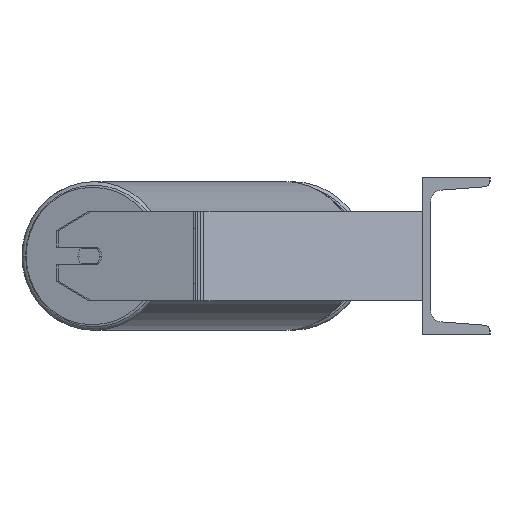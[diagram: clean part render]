
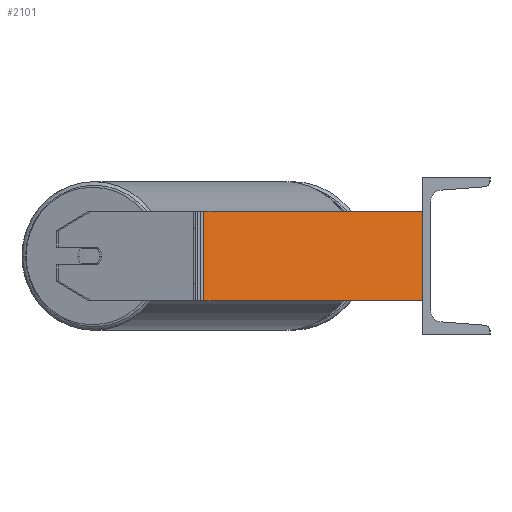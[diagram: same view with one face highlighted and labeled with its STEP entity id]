
A CAD part, left-side view. The second image highlights one B-rep face of the part: STEP entity #2101.
In plain terms, the highlighted planar face has unit normal (-0.94, -0.342, 0).
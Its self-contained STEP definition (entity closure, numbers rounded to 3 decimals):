
#40 = VECTOR ( 'NONE', #8022, 1000. ) ;
#421 = LINE ( 'NONE', #2415, #7785 ) ;
#635 = VECTOR ( 'NONE', #3951, 1000. ) ;
#693 = CARTESIAN_POINT ( 'NONE',  ( -1056.305, 195.91, 40. ) ) ;
#889 = LINE ( 'NONE', #7353, #40 ) ;
#990 = ORIENTED_EDGE ( 'NONE', *, *, #3676, .F. ) ;
#1690 = CARTESIAN_POINT ( 'NONE',  ( -1058.031, 200.65, 40. ) ) ;
#1840 = ORIENTED_EDGE ( 'NONE', *, *, #4970, .T. ) ;
#2101 = ADVANCED_FACE ( 'NONE', ( #6371 ), #2857, .F. ) ;
#2168 = EDGE_LOOP ( 'NONE', ( #1840, #990, #5340, #7284 ) ) ;
#2342 = CARTESIAN_POINT ( 'NONE',  ( -985., 0., 40. ) ) ;
#2415 = CARTESIAN_POINT ( 'NONE',  ( -1058.031, 200.65, -40. ) ) ;
#2857 = PLANE ( 'NONE',  #7120 ) ;
#2938 = DIRECTION ( 'NONE',  ( -0.342, 0.94, 0. ) ) ;
#3511 = CARTESIAN_POINT ( 'NONE',  ( -985., 0., -40. ) ) ;
#3661 = DIRECTION ( 'NONE',  ( 0.94, 0.342, 0. ) ) ;
#3676 = EDGE_CURVE ( 'NONE', #5912, #8283, #889, .T. ) ;
#3951 = DIRECTION ( 'NONE',  ( 0.342, -0.94, 0. ) ) ;
#4281 = VERTEX_POINT ( 'NONE', #8775 ) ;
#4970 = EDGE_CURVE ( 'NONE', #4281, #8283, #421, .T. ) ;
#5340 = ORIENTED_EDGE ( 'NONE', *, *, #6008, .F. ) ;
#5609 = LINE ( 'NONE', #693, #8743 ) ;
#5912 = VERTEX_POINT ( 'NONE', #2342 ) ;
#5984 = DIRECTION ( 'NONE',  ( 0.342, -0.94, 0. ) ) ;
#6008 = EDGE_CURVE ( 'NONE', #8910, #5912, #6077, .T. ) ;
#6077 = LINE ( 'NONE', #8856, #635 ) ;
#6125 = CARTESIAN_POINT ( 'NONE',  ( -1056.305, 195.91, 40. ) ) ;
#6166 = EDGE_CURVE ( 'NONE', #8910, #4281, #5609, .T. ) ;
#6371 = FACE_OUTER_BOUND ( 'NONE', #2168, .T. ) ;
#7120 = AXIS2_PLACEMENT_3D ( 'NONE', #1690, #3661, #2938 ) ;
#7284 = ORIENTED_EDGE ( 'NONE', *, *, #6166, .T. ) ;
#7353 = CARTESIAN_POINT ( 'NONE',  ( -985., 0., 40. ) ) ;
#7785 = VECTOR ( 'NONE', #5984, 1000. ) ;
#8022 = DIRECTION ( 'NONE',  ( 0., 0., -1. ) ) ;
#8283 = VERTEX_POINT ( 'NONE', #3511 ) ;
#8438 = DIRECTION ( 'NONE',  ( 0., 0., -1. ) ) ;
#8743 = VECTOR ( 'NONE', #8438, 1000. ) ;
#8775 = CARTESIAN_POINT ( 'NONE',  ( -1056.305, 195.91, -40. ) ) ;
#8856 = CARTESIAN_POINT ( 'NONE',  ( -1058.031, 200.65, 40. ) ) ;
#8910 = VERTEX_POINT ( 'NONE', #6125 ) ;
